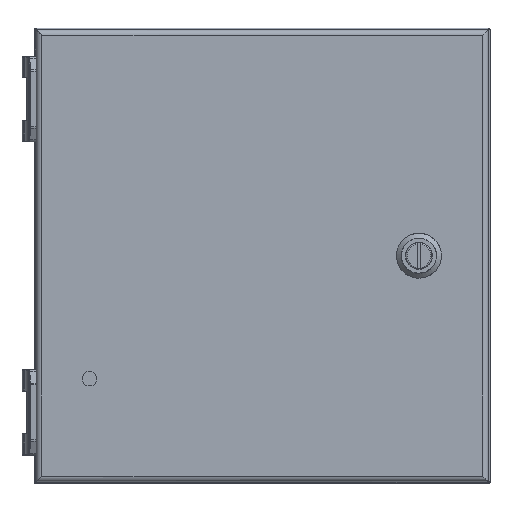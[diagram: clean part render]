
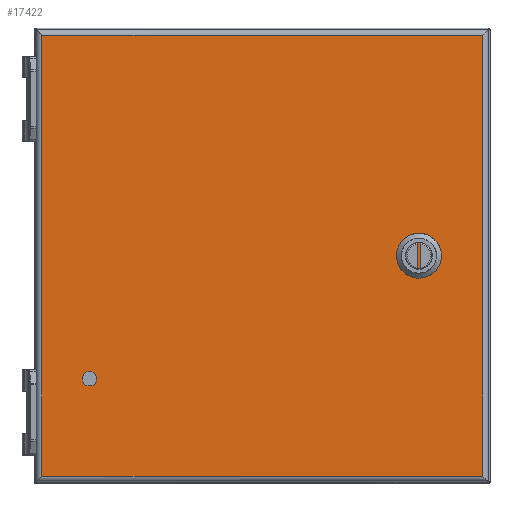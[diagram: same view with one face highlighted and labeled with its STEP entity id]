
A CAD part, top view. The second image highlights one B-rep face of the part: STEP entity #17422.
In plain terms, the highlighted planar face has unit normal (0, 0, 1).
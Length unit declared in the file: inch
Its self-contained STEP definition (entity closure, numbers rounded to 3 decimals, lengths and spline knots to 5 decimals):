
#7743 = EDGE_CURVE ( 'NONE', #40002, #42780, #13783, .T. ) ;
#8475 = CARTESIAN_POINT ( 'NONE',  ( 0., 3.87157, 4.18453 ) ) ;
#9133 = DIRECTION ( 'NONE',  ( -1., 0., 0. ) ) ;
#10748 = CARTESIAN_POINT ( 'NONE',  ( 0., 0., 4.18453 ) ) ;
#11372 = CARTESIAN_POINT ( 'NONE',  ( -3.87212, -3.87157, 4.18453 ) ) ;
#12140 = LINE ( 'NONE', #42997, #18565 ) ;
#12683 = DIRECTION ( 'NONE',  ( 0., 1., 0. ) ) ;
#13783 = LINE ( 'NONE', #8475, #52378 ) ;
#14689 = ORIENTED_EDGE ( 'NONE', *, *, #58974, .T. ) ;
#14884 = VERTEX_POINT ( 'NONE', #44122 ) ;
#17422 = ADVANCED_FACE ( 'NONE', ( #25664 ), #35645, .T. ) ;
#18565 = VECTOR ( 'NONE', #22732, 39.37008 ) ;
#21706 = EDGE_LOOP ( 'NONE', ( #59517, #25178, #65080, #14689 ) ) ;
#22084 = EDGE_CURVE ( 'NONE', #14884, #40002, #26275, .T. ) ;
#22136 = VECTOR ( 'NONE', #12683, 39.37008 ) ;
#22612 = CARTESIAN_POINT ( 'NONE',  ( 3.87103, 3.87157, 4.18453 ) ) ;
#22732 = DIRECTION ( 'NONE',  ( 0., -1., 0. ) ) ;
#23859 = CARTESIAN_POINT ( 'NONE',  ( 0., -3.87157, 4.18453 ) ) ;
#25178 = ORIENTED_EDGE ( 'NONE', *, *, #7743, .T. ) ;
#25336 = DIRECTION ( 'NONE',  ( 0., 0., 1. ) ) ;
#25664 = FACE_OUTER_BOUND ( 'NONE', #21706, .T. ) ;
#26275 = LINE ( 'NONE', #63101, #22136 ) ;
#35410 = VECTOR ( 'NONE', #38797, 39.37008 ) ;
#35645 = PLANE ( 'NONE',  #57368 ) ;
#38797 = DIRECTION ( 'NONE',  ( 1., 0., 0. ) ) ;
#40002 = VERTEX_POINT ( 'NONE', #22612 ) ;
#42780 = VERTEX_POINT ( 'NONE', #49784 ) ;
#42997 = CARTESIAN_POINT ( 'NONE',  ( -3.87212, 0., 4.18453 ) ) ;
#44122 = CARTESIAN_POINT ( 'NONE',  ( 3.87103, -3.87157, 4.18453 ) ) ;
#45936 = DIRECTION ( 'NONE',  ( 1., 0., 0. ) ) ;
#49151 = EDGE_CURVE ( 'NONE', #42780, #62483, #12140, .T. ) ;
#49784 = CARTESIAN_POINT ( 'NONE',  ( -3.87212, 3.87157, 4.18453 ) ) ;
#52378 = VECTOR ( 'NONE', #9133, 39.37008 ) ;
#54709 = LINE ( 'NONE', #23859, #35410 ) ;
#57368 = AXIS2_PLACEMENT_3D ( 'NONE', #10748, #25336, #45936 ) ;
#58974 = EDGE_CURVE ( 'NONE', #62483, #14884, #54709, .T. ) ;
#59517 = ORIENTED_EDGE ( 'NONE', *, *, #22084, .T. ) ;
#62483 = VERTEX_POINT ( 'NONE', #11372 ) ;
#63101 = CARTESIAN_POINT ( 'NONE',  ( 3.87103, 0., 4.18453 ) ) ;
#65080 = ORIENTED_EDGE ( 'NONE', *, *, #49151, .T. ) ;
